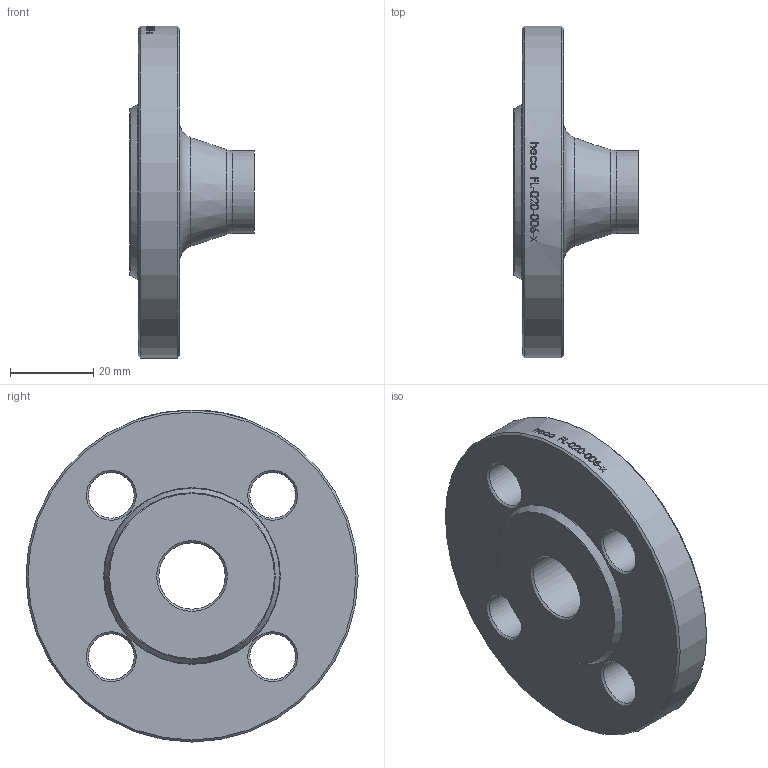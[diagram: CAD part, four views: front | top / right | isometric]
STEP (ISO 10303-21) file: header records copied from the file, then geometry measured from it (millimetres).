
FILE_DESCRIPTION (( 'STEP AP214' ), '1' );
FILE_NAME ('FL-020-006-x Vorschweissflansch PN6 DIN DIN2631 2008.STEP', '2020-08-20T16:24:11', ( '' ), ( '' ), 'SwSTEP 2.0', 'SolidWorks 2019', '' );
FILE_SCHEMA (( 'AUTOMOTIVE_DESIGN' ));
Length unit declared in the file: millimetre
Products named in the file (1): FL-020-006-x Vorschweissflansch PN6 DIN DIN2631 2008
Bounding box: 30 x 80 x 80 mm (x, y, z)
Volume: 50521.7 mm3; surface area: 15164.1 mm2
Topology: 1 solids, 1 shells, 51 faces, 214 edges, 189 vertices
Faces by surface type: cylinder 30, cone 13, plane 4, torus 4
Full cylindrical faces by diameter (mm): 11 x4, 16 x1, 20 x1, 80 x1
Entity records: 4330 total; most frequent: CARTESIAN_POINT 2524, ORIENTED_EDGE 360, DIRECTION 240, EDGE_CURVE 180, VERTEX_POINT 180, AXIS2_PLACEMENT_3D 110, EDGE_LOOP 110, B_SPLINE_CURVE_WITH_KNOTS 102
